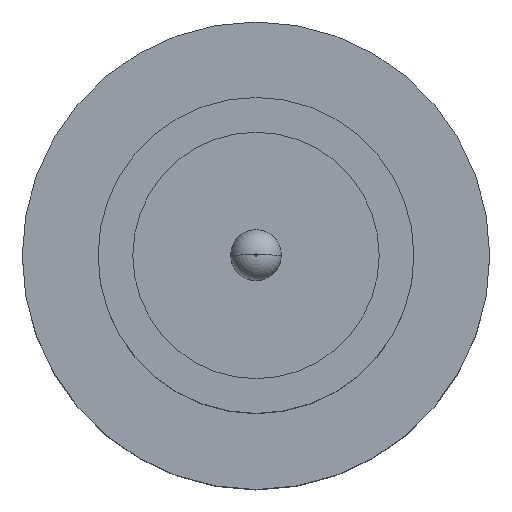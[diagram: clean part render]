
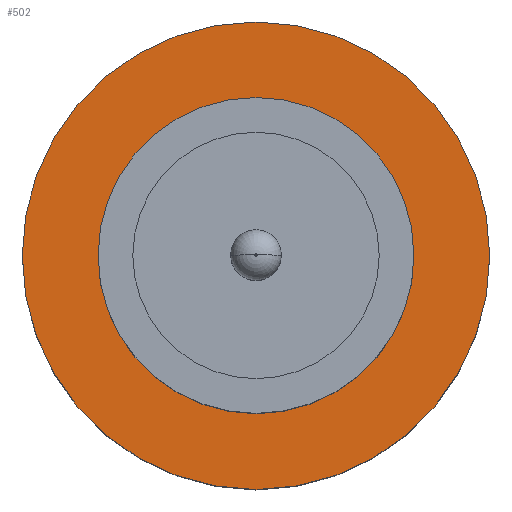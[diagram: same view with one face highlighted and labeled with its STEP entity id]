
A CAD part, top view. The second image highlights one B-rep face of the part: STEP entity #502.
In plain terms, the highlighted planar face has unit normal (0, 0, 1).
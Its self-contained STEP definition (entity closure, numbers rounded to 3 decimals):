
#42 = DIRECTION ( 'NONE',  ( 0., 0., 1. ) ) ;
#45 = CARTESIAN_POINT ( 'NONE',  ( 0., 0., 1.55 ) ) ;
#65 = CIRCLE ( 'NONE', #596, 1.25 ) ;
#85 = DIRECTION ( 'NONE',  ( 1., 0., 0. ) ) ;
#94 = CIRCLE ( 'NONE', #820, 1.85 ) ;
#103 = DIRECTION ( 'NONE',  ( 1., 0., 0. ) ) ;
#112 = CARTESIAN_POINT ( 'NONE',  ( -1.25, 0., 1.55 ) ) ;
#115 = EDGE_CURVE ( 'NONE', #558, #403, #65, .T. ) ;
#117 = AXIS2_PLACEMENT_3D ( 'NONE', #232, #235, #85 ) ;
#137 = DIRECTION ( 'NONE',  ( 0., 0., 1. ) ) ;
#156 = EDGE_CURVE ( 'NONE', #764, #251, #94, .T. ) ;
#171 = FACE_BOUND ( 'NONE', #327, .T. ) ;
#195 = CARTESIAN_POINT ( 'NONE',  ( 1.85, 0., 1.55 ) ) ;
#224 = AXIS2_PLACEMENT_3D ( 'NONE', #45, #42, #483 ) ;
#232 = CARTESIAN_POINT ( 'NONE',  ( 0., 0., 1.55 ) ) ;
#235 = DIRECTION ( 'NONE',  ( 0., 0., 1. ) ) ;
#251 = VERTEX_POINT ( 'NONE', #195 ) ;
#252 = ORIENTED_EDGE ( 'NONE', *, *, #651, .T. ) ;
#257 = FACE_OUTER_BOUND ( 'NONE', #667, .T. ) ;
#286 = DIRECTION ( 'NONE',  ( 1., 0., 0. ) ) ;
#298 = EDGE_CURVE ( 'NONE', #403, #558, #547, .T. ) ;
#325 = ORIENTED_EDGE ( 'NONE', *, *, #115, .F. ) ;
#327 = EDGE_LOOP ( 'NONE', ( #325, #649 ) ) ;
#360 = CARTESIAN_POINT ( 'NONE',  ( -1.85, 0., 1.55 ) ) ;
#402 = PLANE ( 'NONE',  #224 ) ;
#403 = VERTEX_POINT ( 'NONE', #112 ) ;
#483 = DIRECTION ( 'NONE',  ( 1., 0., 0. ) ) ;
#502 = ADVANCED_FACE ( 'NONE', ( #171, #257 ), #402, .T. ) ;
#535 = DIRECTION ( 'NONE',  ( 1., 0., 0. ) ) ;
#547 = CIRCLE ( 'NONE', #117, 1.25 ) ;
#548 = CARTESIAN_POINT ( 'NONE',  ( 1.25, 0., 1.55 ) ) ;
#558 = VERTEX_POINT ( 'NONE', #548 ) ;
#596 = AXIS2_PLACEMENT_3D ( 'NONE', #652, #794, #535 ) ;
#611 = CIRCLE ( 'NONE', #740, 1.85 ) ;
#649 = ORIENTED_EDGE ( 'NONE', *, *, #298, .F. ) ;
#651 = EDGE_CURVE ( 'NONE', #251, #764, #611, .T. ) ;
#652 = CARTESIAN_POINT ( 'NONE',  ( 0., 0., 1.55 ) ) ;
#667 = EDGE_LOOP ( 'NONE', ( #731, #252 ) ) ;
#671 = CARTESIAN_POINT ( 'NONE',  ( 0., 0., 1.55 ) ) ;
#731 = ORIENTED_EDGE ( 'NONE', *, *, #156, .T. ) ;
#740 = AXIS2_PLACEMENT_3D ( 'NONE', #767, #137, #286 ) ;
#741 = DIRECTION ( 'NONE',  ( 0., 0., 1. ) ) ;
#764 = VERTEX_POINT ( 'NONE', #360 ) ;
#767 = CARTESIAN_POINT ( 'NONE',  ( 0., 0., 1.55 ) ) ;
#794 = DIRECTION ( 'NONE',  ( 0., 0., 1. ) ) ;
#820 = AXIS2_PLACEMENT_3D ( 'NONE', #671, #741, #103 ) ;
